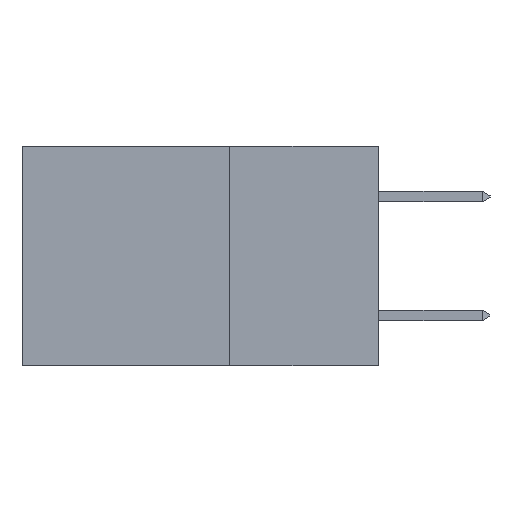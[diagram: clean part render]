
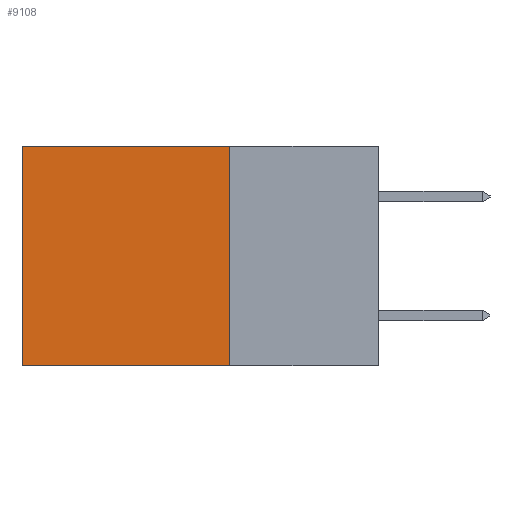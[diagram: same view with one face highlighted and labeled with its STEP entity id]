
A CAD part, left-side view. The second image highlights one B-rep face of the part: STEP entity #9108.
In plain terms, the highlighted planar face has unit normal (-1, 0, 0).
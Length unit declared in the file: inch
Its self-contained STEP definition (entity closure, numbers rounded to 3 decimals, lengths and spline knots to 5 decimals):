
#35 = DIRECTION ( 'NONE',  ( 0., 0., -1. ) ) ;
#233 = EDGE_CURVE ( 'NONE', #16009, #14634, #2239, .T. ) ;
#579 = FACE_OUTER_BOUND ( 'NONE', #13793, .T. ) ;
#933 = CARTESIAN_POINT ( 'NONE',  ( 0.298, 0.25, 0. ) ) ;
#1454 = ORIENTED_EDGE ( 'NONE', *, *, #10896, .F. ) ;
#2239 = LINE ( 'NONE', #12131, #4925 ) ;
#2468 = CARTESIAN_POINT ( 'NONE',  ( 0.298, 0.25, 0. ) ) ;
#2533 = LINE ( 'NONE', #933, #15344 ) ;
#2751 = VERTEX_POINT ( 'NONE', #11747 ) ;
#3457 = DIRECTION ( 'NONE',  ( 0., 1., 0. ) ) ;
#3953 = CARTESIAN_POINT ( 'NONE',  ( 0.298, 0.6, 0. ) ) ;
#4925 = VECTOR ( 'NONE', #7309, 39.37008 ) ;
#5166 = VECTOR ( 'NONE', #15441, 39.37008 ) ;
#5545 = DIRECTION ( 'NONE',  ( 0., 1., 0. ) ) ;
#6371 = LINE ( 'NONE', #3953, #5166 ) ;
#7034 = LINE ( 'NONE', #13213, #10827 ) ;
#7242 = EDGE_CURVE ( 'NONE', #16009, #2751, #2533, .T. ) ;
#7309 = DIRECTION ( 'NONE',  ( 0., 0., -1. ) ) ;
#7517 = CARTESIAN_POINT ( 'NONE',  ( 0.298, 0.25, -0.37 ) ) ;
#7826 = DIRECTION ( 'NONE',  ( 1., 0., 0. ) ) ;
#7997 = VERTEX_POINT ( 'NONE', #8084 ) ;
#8084 = CARTESIAN_POINT ( 'NONE',  ( 0.298, 0.6, -0.37 ) ) ;
#8941 = ORIENTED_EDGE ( 'NONE', *, *, #233, .F. ) ;
#9108 = ADVANCED_FACE ( 'NONE', ( #579 ), #15403, .F. ) ;
#10827 = VECTOR ( 'NONE', #5545, 39.37008 ) ;
#10896 = EDGE_CURVE ( 'NONE', #14634, #7997, #7034, .T. ) ;
#11747 = CARTESIAN_POINT ( 'NONE',  ( 0.298, 0.6, 0. ) ) ;
#12131 = CARTESIAN_POINT ( 'NONE',  ( 0.298, 0.25, 0. ) ) ;
#12351 = ORIENTED_EDGE ( 'NONE', *, *, #16489, .T. ) ;
#12919 = CARTESIAN_POINT ( 'NONE',  ( 0.298, 0.25, 0. ) ) ;
#12944 = AXIS2_PLACEMENT_3D ( 'NONE', #12919, #7826, #35 ) ;
#13213 = CARTESIAN_POINT ( 'NONE',  ( 0.298, 0.25, -0.37 ) ) ;
#13793 = EDGE_LOOP ( 'NONE', ( #12351, #1454, #8941, #15854 ) ) ;
#14634 = VERTEX_POINT ( 'NONE', #7517 ) ;
#15344 = VECTOR ( 'NONE', #3457, 39.37008 ) ;
#15403 = PLANE ( 'NONE',  #12944 ) ;
#15441 = DIRECTION ( 'NONE',  ( 0., 0., -1. ) ) ;
#15854 = ORIENTED_EDGE ( 'NONE', *, *, #7242, .T. ) ;
#16009 = VERTEX_POINT ( 'NONE', #2468 ) ;
#16489 = EDGE_CURVE ( 'NONE', #2751, #7997, #6371, .T. ) ;
